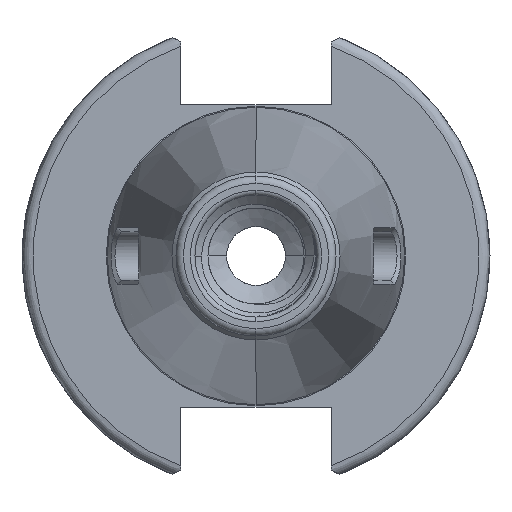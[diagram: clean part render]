
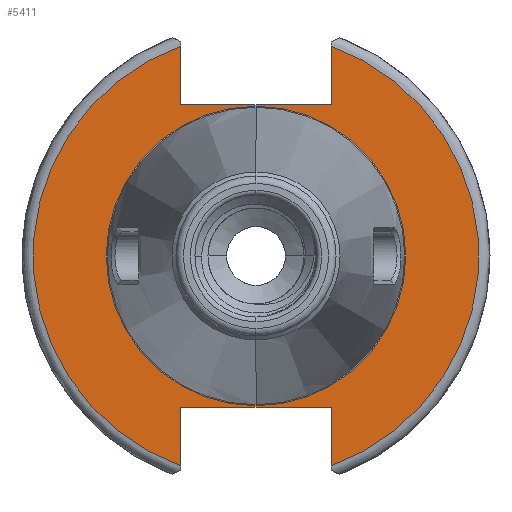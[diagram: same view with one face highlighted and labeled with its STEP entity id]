
A CAD part, left-side view. The second image highlights one B-rep face of the part: STEP entity #5411.
In plain terms, the highlighted planar face has unit normal (-1, 0, 0).
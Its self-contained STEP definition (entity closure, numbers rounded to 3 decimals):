
#236 = CARTESIAN_POINT ( 'NONE',  ( -4., 8.075, 16.2 ) ) ;
#239 = CARTESIAN_POINT ( 'NONE',  ( -4., 8.075, -22.495 ) ) ;
#245 = CARTESIAN_POINT ( 'NONE',  ( -4., 8.075, 22.495 ) ) ;
#249 = CARTESIAN_POINT ( 'NONE',  ( -4., -8.075, -16.2 ) ) ;
#262 = CARTESIAN_POINT ( 'NONE',  ( -4., -8.075, 22.495 ) ) ;
#264 = CARTESIAN_POINT ( 'NONE',  ( -4., -8.075, 16.2 ) ) ;
#267 = CARTESIAN_POINT ( 'NONE',  ( -4., -8.075, -22.495 ) ) ;
#272 = CARTESIAN_POINT ( 'NONE',  ( -4., 8.075, -16.2 ) ) ;
#541 = CIRCLE ( 'NONE', #2475, 23.9 ) ;
#547 = CIRCLE ( 'NONE', #6536, 23.9 ) ;
#548 = CIRCLE ( 'NONE', #6519, 16.062 ) ;
#638 = CIRCLE ( 'NONE', #3526, 16.062 ) ;
#687 = VERTEX_POINT ( 'NONE', #236 ) ;
#694 = VERTEX_POINT ( 'NONE', #239 ) ;
#704 = VERTEX_POINT ( 'NONE', #245 ) ;
#721 = VERTEX_POINT ( 'NONE', #249 ) ;
#740 = VERTEX_POINT ( 'NONE', #262 ) ;
#743 = VERTEX_POINT ( 'NONE', #264 ) ;
#749 = VERTEX_POINT ( 'NONE', #267 ) ;
#755 = VERTEX_POINT ( 'NONE', #272 ) ;
#1196 = EDGE_CURVE ( 'NONE', #704, #694, #541, .T. ) ;
#1683 = CARTESIAN_POINT ( 'NONE',  ( -4., 0., 0. ) ) ;
#1684 = DIRECTION ( 'NONE',  ( -1., 0., 0. ) ) ;
#1685 = DIRECTION ( 'NONE',  ( 0., 0., 1. ) ) ;
#1912 = PLANE ( 'NONE',  #6798 ) ;
#1914 = CARTESIAN_POINT ( 'NONE',  ( -4., 16.062, 0. ) ) ;
#1916 = DIRECTION ( 'NONE',  ( 1., 0., 0. ) ) ;
#1918 = DIRECTION ( 'NONE',  ( 0., 0., -1. ) ) ;
#2475 = AXIS2_PLACEMENT_3D ( 'NONE', #5704, #5705, #5706 ) ;
#2648 = CARTESIAN_POINT ( 'NONE',  ( -4., 0., 0. ) ) ;
#2649 = DIRECTION ( 'NONE',  ( -1., 0., 0. ) ) ;
#2650 = DIRECTION ( 'NONE',  ( 0., 0., 1. ) ) ;
#2691 = CARTESIAN_POINT ( 'NONE',  ( -4., 0., 16.062 ) ) ;
#3526 = AXIS2_PLACEMENT_3D ( 'NONE', #1683, #1684, #1685 ) ;
#4791 = CARTESIAN_POINT ( 'NONE',  ( -4., 0., -16.062 ) ) ;
#4805 = DIRECTION ( 'NONE',  ( 0., 0., -1. ) ) ;
#4955 = EDGE_CURVE ( 'NONE', #755, #721, #5765, .T. ) ;
#4958 = EDGE_CURVE ( 'NONE', #694, #755, #5775, .T. ) ;
#4962 = EDGE_CURVE ( 'NONE', #749, #721, #5787, .T. ) ;
#4965 = EDGE_CURVE ( 'NONE', #749, #740, #547, .T. ) ;
#4966 = EDGE_CURVE ( 'NONE', #740, #743, #5798, .T. ) ;
#4969 = EDGE_CURVE ( 'NONE', #687, #743, #5489, .T. ) ;
#4972 = EDGE_CURVE ( 'NONE', #704, #687, #5498, .T. ) ;
#4975 = EDGE_CURVE ( 'NONE', #4985, #5000, #548, .T. ) ;
#4984 = ORIENTED_EDGE ( 'NONE', *, *, #5447, .F. ) ;
#4985 = VERTEX_POINT ( 'NONE', #2691 ) ;
#4989 = ORIENTED_EDGE ( 'NONE', *, *, #4958, .T. ) ;
#4993 = ORIENTED_EDGE ( 'NONE', *, *, #4975, .F. ) ;
#4996 = ORIENTED_EDGE ( 'NONE', *, *, #4966, .T. ) ;
#5000 = VERTEX_POINT ( 'NONE', #4791 ) ;
#5076 = ORIENTED_EDGE ( 'NONE', *, *, #4965, .T. ) ;
#5097 = ORIENTED_EDGE ( 'NONE', *, *, #4972, .F. ) ;
#5098 = ORIENTED_EDGE ( 'NONE', *, *, #1196, .T. ) ;
#5113 = ORIENTED_EDGE ( 'NONE', *, *, #4969, .F. ) ;
#5119 = ORIENTED_EDGE ( 'NONE', *, *, #4962, .F. ) ;
#5161 = ORIENTED_EDGE ( 'NONE', *, *, #4955, .T. ) ;
#5411 = ADVANCED_FACE ( 'NONE', ( #6794, #6796 ), #1912, .F. ) ;
#5447 = EDGE_CURVE ( 'NONE', #5000, #4985, #638, .T. ) ;
#5489 = LINE ( 'NONE', #5490, #6528 ) ;
#5490 = CARTESIAN_POINT ( 'NONE',  ( -4., -8.075, 16.2 ) ) ;
#5491 = DIRECTION ( 'NONE',  ( 0., -1., 0. ) ) ;
#5498 = LINE ( 'NONE', #5499, #6523 ) ;
#5499 = CARTESIAN_POINT ( 'NONE',  ( -4., 8.075, 25.1 ) ) ;
#5704 = CARTESIAN_POINT ( 'NONE',  ( -4., 0., 0. ) ) ;
#5705 = DIRECTION ( 'NONE',  ( -1., 0., 0. ) ) ;
#5706 = DIRECTION ( 'NONE',  ( 0., 0., 1. ) ) ;
#5765 = LINE ( 'NONE', #5766, #6546 ) ;
#5766 = CARTESIAN_POINT ( 'NONE',  ( -4., -8.075, -16.2 ) ) ;
#5767 = DIRECTION ( 'NONE',  ( 0., -1., 0. ) ) ;
#5775 = LINE ( 'NONE', #5776, #6541 ) ;
#5776 = CARTESIAN_POINT ( 'NONE',  ( -4., 8.075, -25.1 ) ) ;
#5777 = DIRECTION ( 'NONE',  ( 0., 0., 1. ) ) ;
#5787 = LINE ( 'NONE', #5788, #6535 ) ;
#5788 = CARTESIAN_POINT ( 'NONE',  ( -4., -8.075, -25.1 ) ) ;
#5789 = DIRECTION ( 'NONE',  ( 0., 0., 1. ) ) ;
#5794 = CARTESIAN_POINT ( 'NONE',  ( -4., 0., 0. ) ) ;
#5795 = DIRECTION ( 'NONE',  ( -1., 0., 0. ) ) ;
#5796 = DIRECTION ( 'NONE',  ( 0., 0., 1. ) ) ;
#5798 = LINE ( 'NONE', #5799, #6530 ) ;
#5799 = CARTESIAN_POINT ( 'NONE',  ( -4., -8.075, 25.1 ) ) ;
#5800 = DIRECTION ( 'NONE',  ( 0., 0., -1. ) ) ;
#6519 = AXIS2_PLACEMENT_3D ( 'NONE', #2648, #2649, #2650 ) ;
#6523 = VECTOR ( 'NONE', #4805, 1000. ) ;
#6528 = VECTOR ( 'NONE', #5491, 1000. ) ;
#6530 = VECTOR ( 'NONE', #5800, 1000. ) ;
#6535 = VECTOR ( 'NONE', #5789, 1000. ) ;
#6536 = AXIS2_PLACEMENT_3D ( 'NONE', #5794, #5795, #5796 ) ;
#6541 = VECTOR ( 'NONE', #5777, 1000. ) ;
#6546 = VECTOR ( 'NONE', #5767, 1000. ) ;
#6794 = FACE_OUTER_BOUND ( 'NONE', #6971, .T. ) ;
#6796 = FACE_BOUND ( 'NONE', #6849, .T. ) ;
#6798 = AXIS2_PLACEMENT_3D ( 'NONE', #1914, #1916, #1918 ) ;
#6849 = EDGE_LOOP ( 'NONE', ( #4993, #4984 ) ) ;
#6971 = EDGE_LOOP ( 'NONE', ( #5098, #4989, #5161, #5119, #5076, #4996, #5113, #5097 ) ) ;
